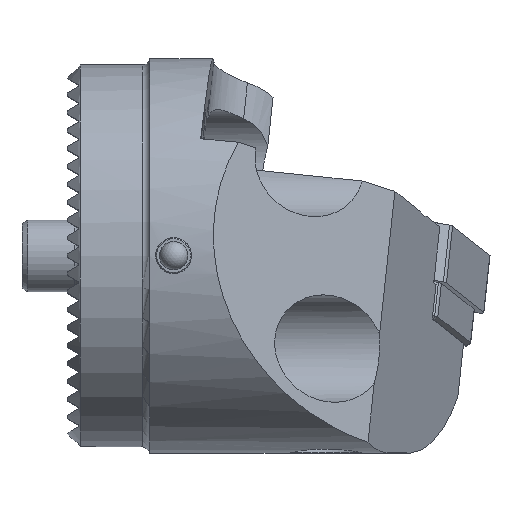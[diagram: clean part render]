
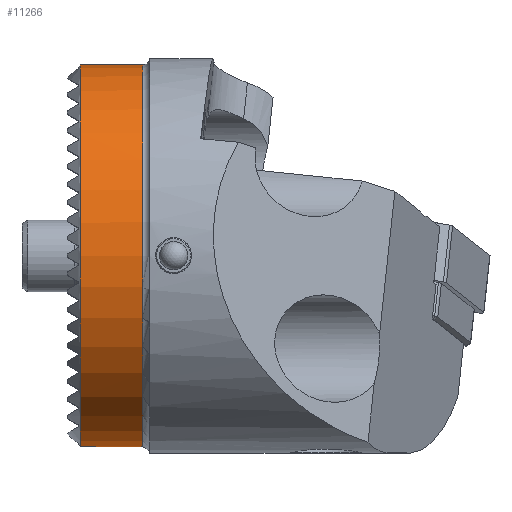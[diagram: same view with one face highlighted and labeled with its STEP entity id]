
A CAD part, top view. The second image highlights one B-rep face of the part: STEP entity #11266.
In plain terms, the highlighted cylindrical face has radius 16 mm (diameter 32 mm), a full revolution.
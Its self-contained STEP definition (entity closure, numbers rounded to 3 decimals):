
#581 = CARTESIAN_POINT ( 'NONE',  ( 5.9, 0., 0. ) ) ;
#641 = AXIS2_PLACEMENT_3D ( 'NONE', #581, #12474, #6521 ) ;
#691 = CARTESIAN_POINT ( 'NONE',  ( 3.236, -15.759, -2.767 ) ) ;
#745 = CARTESIAN_POINT ( 'NONE',  ( 3.891, -15.653, -3.314 ) ) ;
#896 = VERTEX_POINT ( 'NONE', #8924 ) ;
#1200 = EDGE_CURVE ( 'NONE', #14948, #5370, #15000, .T. ) ;
#1332 = CARTESIAN_POINT ( 'NONE',  ( 0.7, 0., 0. ) ) ;
#1729 = CARTESIAN_POINT ( 'NONE',  ( 3.148, -15.949, -1.281 ) ) ;
#1784 = CARTESIAN_POINT ( 'NONE',  ( 3., -15.86, -2.122 ) ) ;
#1834 = CARTESIAN_POINT ( 'NONE',  ( 4.572, -15.626, -3.438 ) ) ;
#1881 = CARTESIAN_POINT ( 'NONE',  ( 5.746, -15.963, -1.1 ) ) ;
#1931 = CARTESIAN_POINT ( 'NONE',  ( 3.03, -15.92, -1.605 ) ) ;
#2307 = EDGE_CURVE ( 'NONE', #5370, #14948, #13468, .T. ) ;
#2933 = CIRCLE ( 'NONE', #7099, 16. ) ;
#2968 = CARTESIAN_POINT ( 'NONE',  ( 4.572, -15.994, -0.444 ) ) ;
#3006 = CARTESIAN_POINT ( 'NONE',  ( 3., -15.902, -1.778 ) ) ;
#3109 = CARTESIAN_POINT ( 'NONE',  ( 5.385, -15.685, -3.159 ) ) ;
#3152 = CARTESIAN_POINT ( 'NONE',  ( 3.889, -15.99, -0.572 ) ) ;
#3159 = DIRECTION ( 'NONE',  ( -1., 0., 0. ) ) ;
#4156 = CARTESIAN_POINT ( 'NONE',  ( 5.52, -15.978, -0.84 ) ) ;
#4271 = CARTESIAN_POINT ( 'NONE',  ( 3.03, -15.836, -2.294 ) ) ;
#4377 = CARTESIAN_POINT ( 'NONE',  ( 4.397, -15.627, -3.437 ) ) ;
#4911 = DIRECTION ( 'NONE',  ( 0., 0., 1. ) ) ;
#5241 = EDGE_LOOP ( 'NONE', ( #12179, #14919 ) ) ;
#5363 = EDGE_LOOP ( 'NONE', ( #8249 ) ) ;
#5370 = VERTEX_POINT ( 'NONE', #9705 ) ;
#5474 = CARTESIAN_POINT ( 'NONE',  ( 3.457, -15.977, -0.862 ) ) ;
#5532 = CARTESIAN_POINT ( 'NONE',  ( 5.08, -15.651, -3.326 ) ) ;
#6058 = DIRECTION ( 'NONE',  ( -1., 0., 0. ) ) ;
#6521 = DIRECTION ( 'NONE',  ( 0., 0., 1. ) ) ;
#6686 = CARTESIAN_POINT ( 'NONE',  ( 4.913, -15.992, -0.5 ) ) ;
#6746 = CARTESIAN_POINT ( 'NONE',  ( 5.081, -15.99, -0.559 ) ) ;
#7084 = FACE_OUTER_BOUND ( 'NONE', #5363, .T. ) ;
#7099 = AXIS2_PLACEMENT_3D ( 'NONE', #1332, #6058, #4911 ) ;
#7729 = CARTESIAN_POINT ( 'NONE',  ( 5.9, -15.806, -2.483 ) ) ;
#7784 = CARTESIAN_POINT ( 'NONE',  ( 4.055, -15.992, -0.51 ) ) ;
#7930 = CARTESIAN_POINT ( 'NONE',  ( 5.748, -15.755, -2.791 ) ) ;
#8249 = ORIENTED_EDGE ( 'NONE', *, *, #9630, .F. ) ;
#8924 = CARTESIAN_POINT ( 'NONE',  ( 0.7, 0., 16. ) ) ;
#8926 = CARTESIAN_POINT ( 'NONE',  ( 3.458, -15.711, -3.03 ) ) ;
#8975 = CARTESIAN_POINT ( 'NONE',  ( 4.916, -15.638, -3.383 ) ) ;
#9088 = CARTESIAN_POINT ( 'NONE',  ( 5.519, -15.707, -3.051 ) ) ;
#9135 = CARTESIAN_POINT ( 'NONE',  ( 4.055, -15.64, -3.374 ) ) ;
#9630 = EDGE_CURVE ( 'NONE', #896, #896, #2933, .T. ) ;
#9705 = CARTESIAN_POINT ( 'NONE',  ( 5.9, -15.937, -1.414 ) ) ;
#9844 = CARTESIAN_POINT ( 'NONE',  ( 5.9, -15.806, -2.483 ) ) ;
#10230 = CARTESIAN_POINT ( 'NONE',  ( 5.837, -15.781, -2.645 ) ) ;
#10276 = CARTESIAN_POINT ( 'NONE',  ( 5.837, -15.952, -1.251 ) ) ;
#10320 = CARTESIAN_POINT ( 'NONE',  ( 3.591, -15.983, -0.747 ) ) ;
#11130 = CYLINDRICAL_SURFACE ( 'NONE', #11844, 16. ) ;
#11266 = ADVANCED_FACE ( 'NONE', ( #7084, #14591 ), #11130, .T. ) ;
#11340 = CARTESIAN_POINT ( 'NONE',  ( 5.382, -15.984, -0.728 ) ) ;
#11437 = CARTESIAN_POINT ( 'NONE',  ( 3.591, -15.689, -3.141 ) ) ;
#11844 = AXIS2_PLACEMENT_3D ( 'NONE', #15237, #3159, #13841 ) ;
#12179 = ORIENTED_EDGE ( 'NONE', *, *, #2307, .T. ) ;
#12474 = DIRECTION ( 'NONE',  ( -1., 0., 0. ) ) ;
#12535 = CARTESIAN_POINT ( 'NONE',  ( 5.9, -15.937, -1.414 ) ) ;
#12641 = CARTESIAN_POINT ( 'NONE',  ( 3.236, -15.961, -1.128 ) ) ;
#13468 = CIRCLE ( 'NONE', #641, 16. ) ;
#13737 = CARTESIAN_POINT ( 'NONE',  ( 3.149, -15.785, -2.617 ) ) ;
#13841 = DIRECTION ( 'NONE',  ( 0., 0., 1. ) ) ;
#13890 = CARTESIAN_POINT ( 'NONE',  ( 4.395, -15.994, -0.446 ) ) ;
#14591 = FACE_OUTER_BOUND ( 'NONE', #5241, .T. ) ;
#14919 = ORIENTED_EDGE ( 'NONE', *, *, #1200, .T. ) ;
#14948 = VERTEX_POINT ( 'NONE', #9844 ) ;
#15000 = B_SPLINE_CURVE_WITH_KNOTS ( 'NONE', 3,
 ( #7729, #10230, #7930, #9088, #3109, #5532, #8975, #1834, #4377, #9135, #745, #11437, #8926, #691, #13737, #4271, #1784, #3006, #1931, #1729, #12641, #5474, #10320, #3152, #7784, #13890, #2968, #6686, #6746, #11340, #4156, #1881, #10276, #12535 ),
 .UNSPECIFIED., .F., .F.,
 ( 4, 2, 2, 2, 2, 2, 2, 2, 2, 2, 2, 2, 2, 2, 2, 2, 4 ),
 ( 0., 0.001, 0.001, 0.002, 0.002, 0.003, 0.003, 0.004, 0.004, 0.005, 0.005, 0.006, 0.006, 0.007, 0.007, 0.008, 0.008 ),
 .UNSPECIFIED. ) ;
#15237 = CARTESIAN_POINT ( 'NONE',  ( -0.6, 0., 0. ) ) ;
